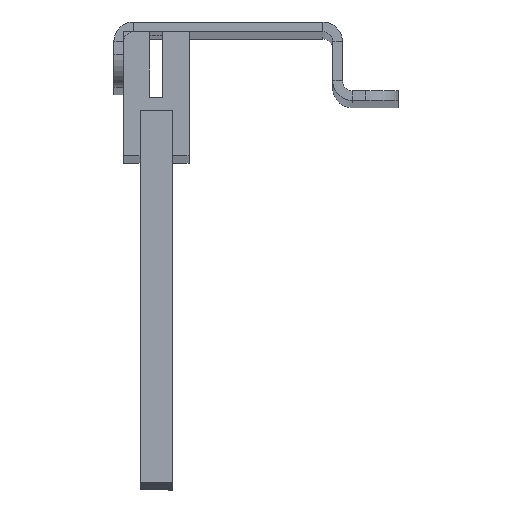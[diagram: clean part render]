
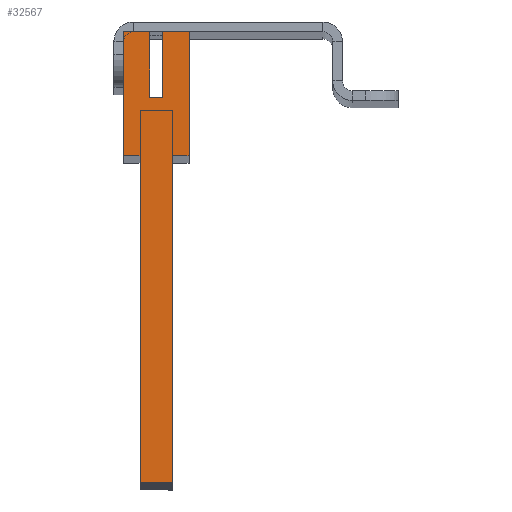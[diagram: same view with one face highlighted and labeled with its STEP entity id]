
A CAD part, top view. The second image highlights one B-rep face of the part: STEP entity #32567.
In plain terms, the highlighted planar face has unit normal (0, 0, 1).
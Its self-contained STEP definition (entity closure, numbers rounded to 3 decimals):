
#405 = CARTESIAN_POINT ( 'NONE',  ( 19., -5., 642. ) ) ;
#444 = CARTESIAN_POINT ( 'NONE',  ( 0., -1., 642. ) ) ;
#603 = ORIENTED_EDGE ( 'NONE', *, *, #5318, .T. ) ;
#710 = CARTESIAN_POINT ( 'NONE',  ( 69., 2.5, 642. ) ) ;
#1533 = LINE ( 'NONE', #13260, #9480 ) ;
#2904 = EDGE_CURVE ( 'NONE', #37353, #34279, #26795, .T. ) ;
#4597 = EDGE_CURVE ( 'NONE', #19409, #14336, #16816, .T. ) ;
#4800 = ORIENTED_EDGE ( 'NONE', *, *, #32701, .T. ) ;
#4928 = DIRECTION ( 'NONE',  ( 1., 0., 0. ) ) ;
#4933 = CARTESIAN_POINT ( 'NONE',  ( 10., 1., 642. ) ) ;
#5115 = EDGE_CURVE ( 'NONE', #13648, #10246, #9802, .T. ) ;
#5318 = EDGE_CURVE ( 'NONE', #5988, #19855, #1533, .T. ) ;
#5449 = VECTOR ( 'NONE', #19466, 1000. ) ;
#5525 = ORIENTED_EDGE ( 'NONE', *, *, #15185, .F. ) ;
#5780 = CARTESIAN_POINT ( 'NONE',  ( 19., 5., 642. ) ) ;
#5988 = VERTEX_POINT ( 'NONE', #23972 ) ;
#6354 = DIRECTION ( 'NONE',  ( -1., 0., 0. ) ) ;
#6950 = VECTOR ( 'NONE', #6354, 1000. ) ;
#7200 = ORIENTED_EDGE ( 'NONE', *, *, #4597, .T. ) ;
#7657 = ORIENTED_EDGE ( 'NONE', *, *, #21008, .T. ) ;
#7739 = DIRECTION ( 'NONE',  ( 1., 0., 0. ) ) ;
#8044 = DIRECTION ( 'NONE',  ( 1., 0., 0. ) ) ;
#9170 = ORIENTED_EDGE ( 'NONE', *, *, #32529, .F. ) ;
#9480 = VECTOR ( 'NONE', #13811, 1000. ) ;
#9687 = CARTESIAN_POINT ( 'NONE',  ( 10., 1., 642. ) ) ;
#9802 = LINE ( 'NONE', #14997, #6950 ) ;
#10200 = CARTESIAN_POINT ( 'NONE',  ( 0., 5., 642. ) ) ;
#10246 = VERTEX_POINT ( 'NONE', #35059 ) ;
#10608 = EDGE_CURVE ( 'NONE', #11352, #19409, #26111, .T. ) ;
#10612 = CARTESIAN_POINT ( 'NONE',  ( 0., 0., 642. ) ) ;
#10807 = FACE_OUTER_BOUND ( 'NONE', #12566, .T. ) ;
#11008 = VECTOR ( 'NONE', #17505, 1000. ) ;
#11352 = VERTEX_POINT ( 'NONE', #19519 ) ;
#11467 = DIRECTION ( 'NONE',  ( -1., 0., 0. ) ) ;
#11538 = ORIENTED_EDGE ( 'NONE', *, *, #32467, .T. ) ;
#11695 = CARTESIAN_POINT ( 'NONE',  ( 19., -2.5, 642. ) ) ;
#12031 = CARTESIAN_POINT ( 'NONE',  ( 10., -1., 642. ) ) ;
#12142 = DIRECTION ( 'NONE',  ( 0., 1., 0. ) ) ;
#12181 = DIRECTION ( 'NONE',  ( -1., 0., 0. ) ) ;
#12566 = EDGE_LOOP ( 'NONE', ( #26714, #4800, #30333, #7200, #34291, #7657, #11538, #603, #14972, #27591, #5525, #9170 ) ) ;
#13260 = CARTESIAN_POINT ( 'NONE',  ( 0., -5., 642. ) ) ;
#13648 = VERTEX_POINT ( 'NONE', #710 ) ;
#13789 = VERTEX_POINT ( 'NONE', #12031 ) ;
#13800 = VECTOR ( 'NONE', #16661, 1000. ) ;
#13811 = DIRECTION ( 'NONE',  ( 0., -1., 0. ) ) ;
#14336 = VERTEX_POINT ( 'NONE', #36820 ) ;
#14972 = ORIENTED_EDGE ( 'NONE', *, *, #19907, .T. ) ;
#14997 = CARTESIAN_POINT ( 'NONE',  ( 69., 2.5, 642. ) ) ;
#15065 = VECTOR ( 'NONE', #4928, 1000. ) ;
#15185 = EDGE_CURVE ( 'NONE', #27041, #34279, #29082, .T. ) ;
#16141 = VECTOR ( 'NONE', #28606, 1000. ) ;
#16661 = DIRECTION ( 'NONE',  ( 0., -1., 0. ) ) ;
#16816 = LINE ( 'NONE', #31496, #16141 ) ;
#16905 = VECTOR ( 'NONE', #8044, 1000. ) ;
#16915 = DIRECTION ( 'NONE',  ( -1., 0., 0. ) ) ;
#17505 = DIRECTION ( 'NONE',  ( 0., 1., 0. ) ) ;
#18313 = EDGE_CURVE ( 'NONE', #14336, #20596, #34284, .T. ) ;
#18321 = LINE ( 'NONE', #444, #30724 ) ;
#18615 = VECTOR ( 'NONE', #11467, 1000. ) ;
#19409 = VERTEX_POINT ( 'NONE', #10200 ) ;
#19466 = DIRECTION ( 'NONE',  ( 0., -1., 0. ) ) ;
#19519 = CARTESIAN_POINT ( 'NONE',  ( 19., 5., 642. ) ) ;
#19855 = VERTEX_POINT ( 'NONE', #22469 ) ;
#19907 = EDGE_CURVE ( 'NONE', #19855, #37353, #31336, .T. ) ;
#20596 = VERTEX_POINT ( 'NONE', #9687 ) ;
#21008 = EDGE_CURVE ( 'NONE', #20596, #13789, #31342, .T. ) ;
#22469 = CARTESIAN_POINT ( 'NONE',  ( 0., -5., 642. ) ) ;
#23287 = CARTESIAN_POINT ( 'NONE',  ( 69., -2.5, 642. ) ) ;
#23301 = AXIS2_PLACEMENT_3D ( 'NONE', #10612, #34142, #7739 ) ;
#23972 = CARTESIAN_POINT ( 'NONE',  ( 0., -1., 642. ) ) ;
#26111 = LINE ( 'NONE', #37900, #18615 ) ;
#26714 = ORIENTED_EDGE ( 'NONE', *, *, #5115, .T. ) ;
#26795 = LINE ( 'NONE', #405, #32031 ) ;
#27041 = VERTEX_POINT ( 'NONE', #27903 ) ;
#27591 = ORIENTED_EDGE ( 'NONE', *, *, #2904, .T. ) ;
#27903 = CARTESIAN_POINT ( 'NONE',  ( 69., -2.5, 642. ) ) ;
#28160 = PLANE ( 'NONE',  #23301 ) ;
#28606 = DIRECTION ( 'NONE',  ( 0., -1., 0. ) ) ;
#29082 = LINE ( 'NONE', #23287, #35746 ) ;
#30333 = ORIENTED_EDGE ( 'NONE', *, *, #10608, .T. ) ;
#30724 = VECTOR ( 'NONE', #12181, 1000. ) ;
#31336 = LINE ( 'NONE', #34805, #15065 ) ;
#31342 = LINE ( 'NONE', #4933, #13800 ) ;
#31496 = CARTESIAN_POINT ( 'NONE',  ( 0., 5., 642. ) ) ;
#31945 = CARTESIAN_POINT ( 'NONE',  ( 0., 1., 642. ) ) ;
#32031 = VECTOR ( 'NONE', #12142, 1000. ) ;
#32179 = LINE ( 'NONE', #5780, #11008 ) ;
#32467 = EDGE_CURVE ( 'NONE', #13789, #5988, #18321, .T. ) ;
#32529 = EDGE_CURVE ( 'NONE', #13648, #27041, #34327, .T. ) ;
#32567 = ADVANCED_FACE ( 'NONE', ( #10807 ), #28160, .T. ) ;
#32701 = EDGE_CURVE ( 'NONE', #10246, #11352, #32179, .T. ) ;
#33757 = CARTESIAN_POINT ( 'NONE',  ( 69., 2.5, 642. ) ) ;
#34142 = DIRECTION ( 'NONE',  ( 0., 0., 1. ) ) ;
#34279 = VERTEX_POINT ( 'NONE', #11695 ) ;
#34284 = LINE ( 'NONE', #31945, #16905 ) ;
#34291 = ORIENTED_EDGE ( 'NONE', *, *, #18313, .T. ) ;
#34327 = LINE ( 'NONE', #33757, #5449 ) ;
#34805 = CARTESIAN_POINT ( 'NONE',  ( 0., -5., 642. ) ) ;
#35059 = CARTESIAN_POINT ( 'NONE',  ( 19., 2.5, 642. ) ) ;
#35746 = VECTOR ( 'NONE', #16915, 1000. ) ;
#36820 = CARTESIAN_POINT ( 'NONE',  ( 0., 1., 642. ) ) ;
#37353 = VERTEX_POINT ( 'NONE', #37991 ) ;
#37900 = CARTESIAN_POINT ( 'NONE',  ( 0., 5., 642. ) ) ;
#37991 = CARTESIAN_POINT ( 'NONE',  ( 19., -5., 642. ) ) ;
